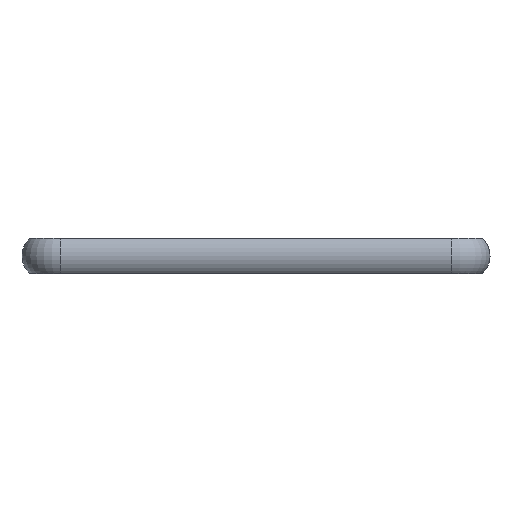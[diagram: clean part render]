
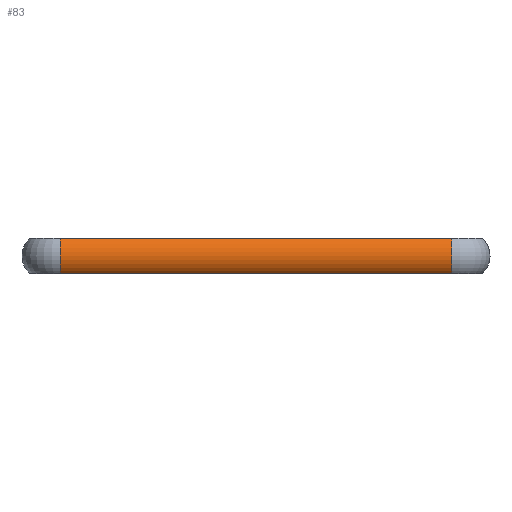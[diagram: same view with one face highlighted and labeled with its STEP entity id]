
A CAD part, left-side view. The second image highlights one B-rep face of the part: STEP entity #83.
In plain terms, the highlighted cylindrical face has radius 3.121 mm (diameter 6.243 mm), a partial arc.
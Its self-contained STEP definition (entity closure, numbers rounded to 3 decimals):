
#83=ADVANCED_FACE('',(#7545),#7547,.T.);
#7545=FACE_BOUND('',#7546,.T.);
#7546=EDGE_LOOP('',(#14785,#14786,#14787,#14788));
#7547=CYLINDRICAL_SURFACE('',#7548,3.121);
#7548=AXIS2_PLACEMENT_3D('',#7549,#7550,#7551);
#7549=CARTESIAN_POINT('',(-47.307,32.308,-0.3));
#7550=DIRECTION('',(0.,-1.,0.));
#7551=DIRECTION('',(-0.676,0.,0.737));
#14785=ORIENTED_EDGE('',*,*,#19698,.T.);
#14786=ORIENTED_EDGE('',*,*,#19699,.T.);
#14787=ORIENTED_EDGE('',*,*,#18909,.T.);
#14788=ORIENTED_EDGE('',*,*,#19697,.F.);
#18909=EDGE_CURVE('',#21410,#21408,#21411,.T.);
#19697=EDGE_CURVE('',#22962,#21408,#22964,.T.);
#19698=EDGE_CURVE('',#22962,#22965,#22966,.F.);
#19699=EDGE_CURVE('',#22965,#21410,#22967,.T.);
#21408=VERTEX_POINT('',#25585);
#21410=VERTEX_POINT('',#25590);
#21411=LINE('',#25591,#25592);
#22962=VERTEX_POINT('',#29289);
#22964=CIRCLE('',#29294,3.121);
#22965=VERTEX_POINT('',#29298);
#22966=LINE('',#29299,#29300);
#22967=CIRCLE('',#29302,3.121);
#25585=CARTESIAN_POINT('',(-49.417,-17.842,-2.6));
#25590=CARTESIAN_POINT('',(-49.417,32.308,-2.6));
#25591=CARTESIAN_POINT('',(-49.417,32.308,-2.6));
#25592=VECTOR('',#25593,1.);
#25593=DIRECTION('',(0.,-1.,0.));
#29289=CARTESIAN_POINT('',(-49.417,-17.842,2.));
#29294=AXIS2_PLACEMENT_3D('',#29295,#29296,#29297);
#29295=CARTESIAN_POINT('',(-47.307,-17.842,-0.3));
#29296=DIRECTION('',(0.,-1.,0.));
#29297=DIRECTION('',(-0.676,0.,0.737));
#29298=CARTESIAN_POINT('',(-49.417,32.308,2.));
#29299=CARTESIAN_POINT('',(-49.417,32.308,2.));
#29300=VECTOR('',#29301,1.);
#29301=DIRECTION('',(0.,-1.,0.));
#29302=AXIS2_PLACEMENT_3D('',#29303,#29304,#29305);
#29303=CARTESIAN_POINT('',(-47.307,32.308,-0.3));
#29304=DIRECTION('',(0.,-1.,0.));
#29305=DIRECTION('',(-0.676,0.,0.737));
